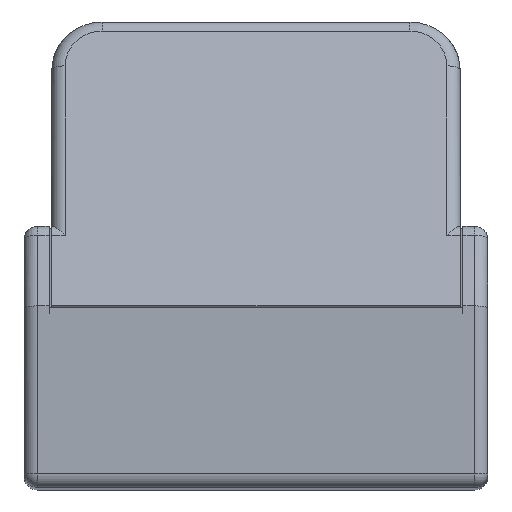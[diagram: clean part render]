
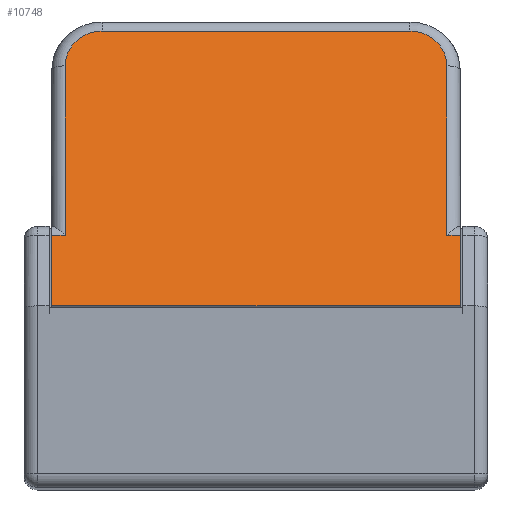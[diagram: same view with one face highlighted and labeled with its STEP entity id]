
A CAD part, top view. The second image highlights one B-rep face of the part: STEP entity #10748.
In plain terms, the highlighted planar face has unit normal (0, 0.327, 0.945).
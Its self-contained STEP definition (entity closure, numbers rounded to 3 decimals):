
#14 = DIRECTION ( 'NONE',  ( 0., -0.945, 0.327 ) ) ;
#958 = VECTOR ( 'NONE', #5278, 1000. ) ;
#978 = VERTEX_POINT ( 'NONE', #9129 ) ;
#1338 = DIRECTION ( 'NONE',  ( 0., 0.945, -0.327 ) ) ;
#2089 = AXIS2_PLACEMENT_3D ( 'NONE', #7062, #8873, #23764 ) ;
#2196 = EDGE_CURVE ( 'NONE', #19792, #5881, #18439, .T. ) ;
#2223 = CARTESIAN_POINT ( 'NONE',  ( 0., 7.9, 3.861 ) ) ;
#2547 = LINE ( 'NONE', #10577, #8876 ) ;
#2851 = LINE ( 'NONE', #7402, #15320 ) ;
#2904 = DIRECTION ( 'NONE',  ( 0., -0.945, 0.327 ) ) ;
#3038 = VECTOR ( 'NONE', #26206, 1000. ) ;
#3317 = ORIENTED_EDGE ( 'NONE', *, *, #4791, .T. ) ;
#3556 = EDGE_CURVE ( 'NONE', #24129, #14221, #16033, .T. ) ;
#3787 = CARTESIAN_POINT ( 'NONE',  ( 0.8, 18.004, 0.367 ) ) ;
#3896 = CARTESIAN_POINT ( 'NONE',  ( -21.589, 3.69, 5.316 ) ) ;
#4032 = LINE ( 'NONE', #3896, #13673 ) ;
#4086 = EDGE_CURVE ( 'NONE', #7148, #20614, #2851, .T. ) ;
#4786 = AXIS2_PLACEMENT_3D ( 'NONE', #18027, #11623, #2904 ) ;
#4791 = EDGE_CURVE ( 'NONE', #5881, #7148, #16253, .T. ) ;
#5278 = DIRECTION ( 'NONE',  ( -1., 0., 0. ) ) ;
#5656 = VECTOR ( 'NONE', #1338, 1000. ) ;
#5838 = EDGE_CURVE ( 'NONE', #20614, #14906, #8757, .T. ) ;
#5881 = VERTEX_POINT ( 'NONE', #7460 ) ;
#6458 = CARTESIAN_POINT ( 'NONE',  ( 3., 20.084, -0.352 ) ) ;
#7062 = CARTESIAN_POINT ( 'NONE',  ( 21.35, 18.004, 0.367 ) ) ;
#7068 = LINE ( 'NONE', #18041, #13912 ) ;
#7148 = VERTEX_POINT ( 'NONE', #12117 ) ;
#7402 = CARTESIAN_POINT ( 'NONE',  ( -21.589, 20.084, -0.352 ) ) ;
#7460 = CARTESIAN_POINT ( 'NONE',  ( 23.55, 18.004, 0.367 ) ) ;
#7570 = CARTESIAN_POINT ( 'NONE',  ( 0., 7.9, 3.861 ) ) ;
#7852 = CARTESIAN_POINT ( 'NONE',  ( 0.8, 7.469, 4.01 ) ) ;
#8292 = CARTESIAN_POINT ( 'NONE',  ( 23.55, 7.9, 3.861 ) ) ;
#8460 = EDGE_CURVE ( 'NONE', #978, #24468, #4032, .T. ) ;
#8757 = CIRCLE ( 'NONE', #4786, 2.2 ) ;
#8873 = DIRECTION ( 'NONE',  ( 0., 0.327, 0.945 ) ) ;
#8876 = VECTOR ( 'NONE', #23806, 1000. ) ;
#9129 = CARTESIAN_POINT ( 'NONE',  ( 0., 3.69, 5.316 ) ) ;
#10345 = EDGE_CURVE ( 'NONE', #23477, #24468, #2547, .T. ) ;
#10577 = CARTESIAN_POINT ( 'NONE',  ( 24.35, 2.036, 5.888 ) ) ;
#10748 = ADVANCED_FACE ( 'NONE', ( #25857 ), #14723, .T. ) ;
#10880 = ORIENTED_EDGE ( 'NONE', *, *, #3556, .T. ) ;
#11623 = DIRECTION ( 'NONE',  ( 0., 0.327, 0.945 ) ) ;
#12020 = CARTESIAN_POINT ( 'NONE',  ( 23.55, 7.469, 4.01 ) ) ;
#12117 = CARTESIAN_POINT ( 'NONE',  ( 21.35, 20.084, -0.352 ) ) ;
#12949 = ORIENTED_EDGE ( 'NONE', *, *, #4086, .T. ) ;
#13048 = ORIENTED_EDGE ( 'NONE', *, *, #5838, .T. ) ;
#13673 = VECTOR ( 'NONE', #20717, 1000. ) ;
#13912 = VECTOR ( 'NONE', #26250, 1000. ) ;
#14221 = VERTEX_POINT ( 'NONE', #2223 ) ;
#14723 = PLANE ( 'NONE',  #18217 ) ;
#14906 = VERTEX_POINT ( 'NONE', #3787 ) ;
#15320 = VECTOR ( 'NONE', #15873, 1000. ) ;
#15475 = EDGE_CURVE ( 'NONE', #978, #14221, #7068, .T. ) ;
#15873 = DIRECTION ( 'NONE',  ( -1., 0., 0. ) ) ;
#16033 = LINE ( 'NONE', #7570, #3038 ) ;
#16253 = CIRCLE ( 'NONE', #2089, 2.2 ) ;
#17403 = EDGE_CURVE ( 'NONE', #24129, #14906, #22743, .T. ) ;
#17530 = LINE ( 'NONE', #26414, #958 ) ;
#18027 = CARTESIAN_POINT ( 'NONE',  ( 3., 18.004, 0.367 ) ) ;
#18041 = CARTESIAN_POINT ( 'NONE',  ( 0., 2.036, 5.888 ) ) ;
#18217 = AXIS2_PLACEMENT_3D ( 'NONE', #23219, #19183, #14 ) ;
#18439 = LINE ( 'NONE', #12020, #26769 ) ;
#19183 = DIRECTION ( 'NONE',  ( 0., 0.327, 0.945 ) ) ;
#19581 = CARTESIAN_POINT ( 'NONE',  ( 24.35, 3.69, 5.316 ) ) ;
#19739 = ORIENTED_EDGE ( 'NONE', *, *, #2196, .T. ) ;
#19792 = VERTEX_POINT ( 'NONE', #8292 ) ;
#19818 = ORIENTED_EDGE ( 'NONE', *, *, #8460, .T. ) ;
#20614 = VERTEX_POINT ( 'NONE', #6458 ) ;
#20637 = CARTESIAN_POINT ( 'NONE',  ( 24.35, 7.9, 3.861 ) ) ;
#20717 = DIRECTION ( 'NONE',  ( 1., 0., 0. ) ) ;
#20839 = ORIENTED_EDGE ( 'NONE', *, *, #15475, .F. ) ;
#22471 = EDGE_CURVE ( 'NONE', #23477, #19792, #17530, .T. ) ;
#22743 = LINE ( 'NONE', #7852, #5656 ) ;
#23079 = EDGE_LOOP ( 'NONE', ( #25043, #10880, #20839, #19818, #27002, #27299, #19739, #3317, #12949, #13048 ) ) ;
#23219 = CARTESIAN_POINT ( 'NONE',  ( -21.589, 2.036, 5.888 ) ) ;
#23477 = VERTEX_POINT ( 'NONE', #20637 ) ;
#23764 = DIRECTION ( 'NONE',  ( 0., -0.945, 0.327 ) ) ;
#23806 = DIRECTION ( 'NONE',  ( 0., -0.945, 0.327 ) ) ;
#24129 = VERTEX_POINT ( 'NONE', #27424 ) ;
#24468 = VERTEX_POINT ( 'NONE', #19581 ) ;
#25043 = ORIENTED_EDGE ( 'NONE', *, *, #17403, .F. ) ;
#25857 = FACE_OUTER_BOUND ( 'NONE', #23079, .T. ) ;
#26206 = DIRECTION ( 'NONE',  ( -1., 0., 0. ) ) ;
#26250 = DIRECTION ( 'NONE',  ( 0., 0.945, -0.327 ) ) ;
#26414 = CARTESIAN_POINT ( 'NONE',  ( 23.55, 7.9, 3.861 ) ) ;
#26769 = VECTOR ( 'NONE', #26909, 1000. ) ;
#26909 = DIRECTION ( 'NONE',  ( 0., 0.945, -0.327 ) ) ;
#27002 = ORIENTED_EDGE ( 'NONE', *, *, #10345, .F. ) ;
#27299 = ORIENTED_EDGE ( 'NONE', *, *, #22471, .T. ) ;
#27424 = CARTESIAN_POINT ( 'NONE',  ( 0.8, 7.9, 3.861 ) ) ;
